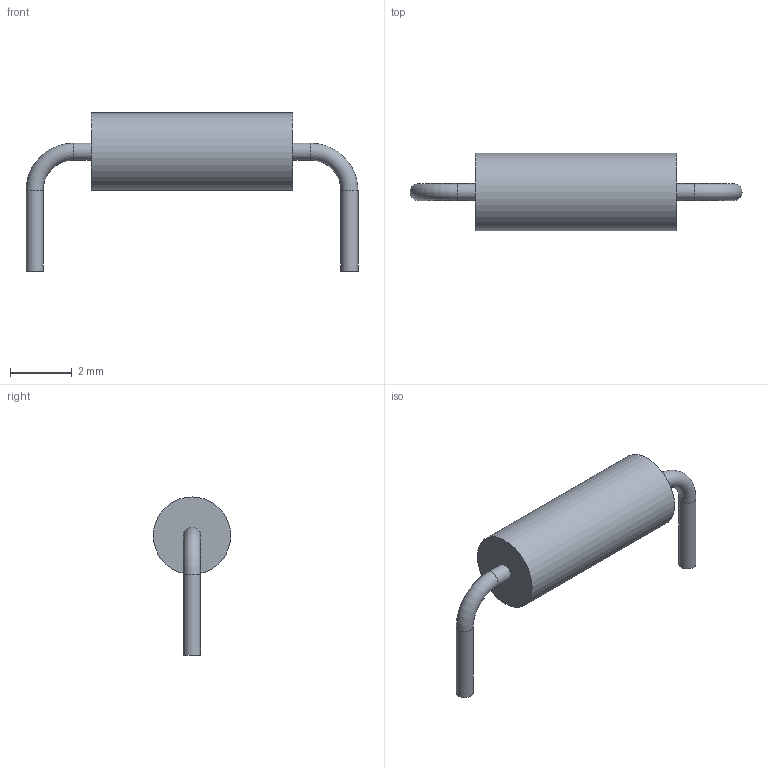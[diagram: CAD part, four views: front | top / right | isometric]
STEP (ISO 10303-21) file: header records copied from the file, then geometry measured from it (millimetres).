
FILE_DESCRIPTION(('FreeCAD Model'),'2;1');
FILE_NAME('R_CC25_P10.16_H.step','2019-07-23T11:19:43',('Author'),(''), 'Open CASCADE STEP processor 7.3','FreeCAD','Unknown');
FILE_SCHEMA(('AUTOMOTIVE_DESIGN { 1 0 10303 214 1 1 1 1 }'));
Length unit declared in the file: millimetre
Products named in the file (1): R_CC25_P10.16_H
Bounding box: 10.71 x 2.5 x 5.1 mm (x, y, z)
Volume: 34.4 mm3; surface area: 78.6 mm2
Topology: 1 solids, 1 shells, 11 faces, 17 edges, 10 vertices
Faces by surface type: cylinder 5, plane 4, torus 2
Full cylindrical faces by diameter (mm): 0.55 x4, 2.5 x1
Entity records: 341 total; most frequent: DIRECTION 53, CARTESIAN_POINT 39, ORIENTED_EDGE 34, AXIS2_PLACEMENT_3D 24, EDGE_CURVE 17, FACE_BOUND 13, EDGE_LOOP 13, CIRCLE 12
